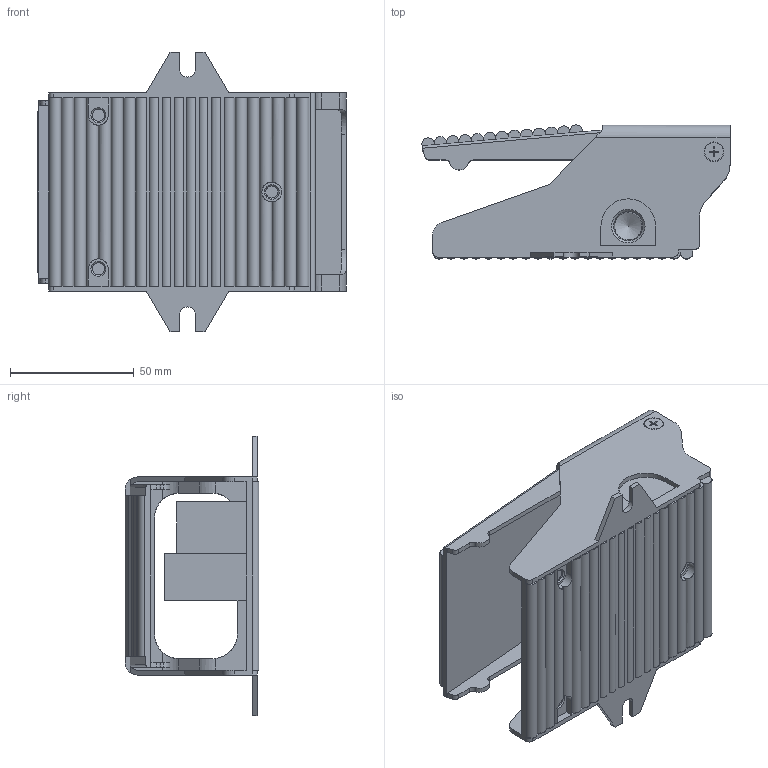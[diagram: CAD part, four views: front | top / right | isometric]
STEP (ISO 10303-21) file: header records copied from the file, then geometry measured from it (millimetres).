
FILE_DESCRIPTION( ( 'STEP AP214' ), '1' );
FILE_NAME( 'MVFA-230-8A-L-G.stp', '2020-04-21T11:53:29', ( 'License CC BY-ND 4.0' ), ( 'CADENAS' ), ' ', 'PARTsolutions', ' ' );
FILE_SCHEMA( ( 'AUTOMOTIVE_DESIGN { 1 0 10303 214 1 1 1 1 }' ) );
Length unit declared in the file: millimetre
Products named in the file (1): _MVFA-230-8A-L-G
Bounding box: 124.4 x 54.06 x 113 mm (x, y, z)
Volume: 132648.8 mm3; surface area: 71186.1 mm2
Topology: 1 solids, 1 shells, 370 faces, 994 edges, 640 vertices
Faces by surface type: plane 269, cylinder 86, cone 15
Full cylindrical faces by diameter (mm): 4.917 x3, 5.5 x2, 6 x2, 7.5 x2, 8 x3
Entity records: 14523 total; most frequent: CARTESIAN_POINT 2257, DIRECTION 1921, ORIENTED_EDGE 1914, EDGE_CURVE 957, LINE 703, VECTOR 703, VERTEX_POINT 633, AXIS2_PLACEMENT_3D 609
